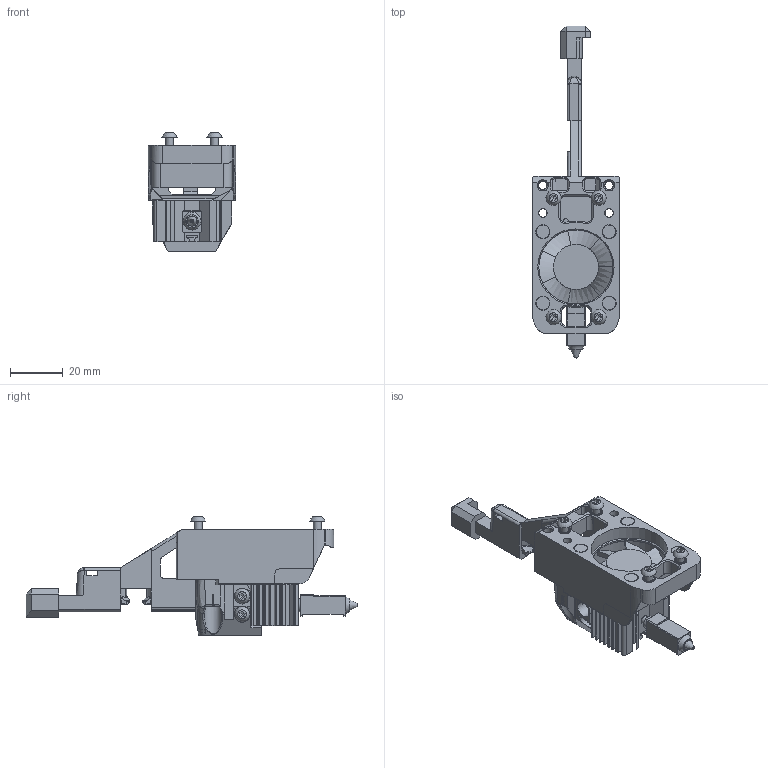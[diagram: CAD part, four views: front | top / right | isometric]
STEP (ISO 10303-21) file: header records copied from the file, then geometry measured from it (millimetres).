
FILE_DESCRIPTION(/* description */ (''),/* implementation_level */ '2;1');
FILE_NAME(/* name */ 'MedusaHC Hotend.step',/* time_stamp */ '2026-01-30T11:49:31+02:00',/* author */ (''),/* organization */ (''),/* preprocessor_version */ 'ST-DEVELOPER v20.1',/* originating_system */ 'Autodesk Translation Framework v14.21.0.0',/* authorisation */ '');
FILE_SCHEMA (('AUTOMOTIVE_DESIGN { 1 0 10303 214 3 1 1 }'));
Products named in the file (13): Hotend; Hotend Magnet 12x3mm; Hotend Magnets 5x2mm x4; Screws_Nuts_Inserts (2); M3 Insert (1); M3X8Pan Head Screw (2); M3X12Pan Head Screw (1); M3 Nut (1) (1); Fusion; 01 MAIN ASM Ender_3_1; 1_dissipatore; 2_nozzle; Hotend_Main
Assembly tree (24 placements, depth 4):
  Hotend
    Hotend Magnet 12x3mm
    Hotend Magnets 5x2mm x4
    Screws_Nuts_Inserts (2)
      M3 Nut (1) (1)  x2
      M3 Insert (1)  x8
      M3X8Pan Head Screw (2)  x4
      M3X12Pan Head Screw (1)  x2
    Fusion
    01 MAIN ASM Ender_3_1
      1_dissipatore
        2_nozzle
    Hotend_Main
Bounding box: 33 x 125.35 x 44.62 mm (x, y, z)
Volume: 37101.9 mm3; surface area: 34250.9 mm2
Topology: 32 solids, 32 shells, 3117 faces, 8511 edges, 5466 vertices
Faces by surface type: plane 2057, cylinder 709, cone 157, bspline 153, torus 35, sphere 6
Full cylindrical faces by diameter (mm): 0.4 x1, 1.4 x1, 1.8 x1, 2 x1, 2.1 x2, 2.3 x2, 2.5 x2, 3 x10, 3.1 x10, 3.15 x4, 3.16 x1, 3.17 x1, 3.2 x6, 3.3 x4, 3.876 x16, 4 x8, 4.99 x1, 5 x4, 5.2 x2, 5.3 x4, 5.798 x4, 6 x2, 6.147 x3, 12 x1, 12.2 x1, 17 x1, 28 x2, 28.8 x1
Entity records: 54908 total; most frequent: CARTESIAN_POINT 18751, ORIENTED_EDGE 7568, DIRECTION 7172, EDGE_CURVE 3784, LINE 2618, VECTOR 2618, VERTEX_POINT 2358, AXIS2_PLACEMENT_3D 2277
